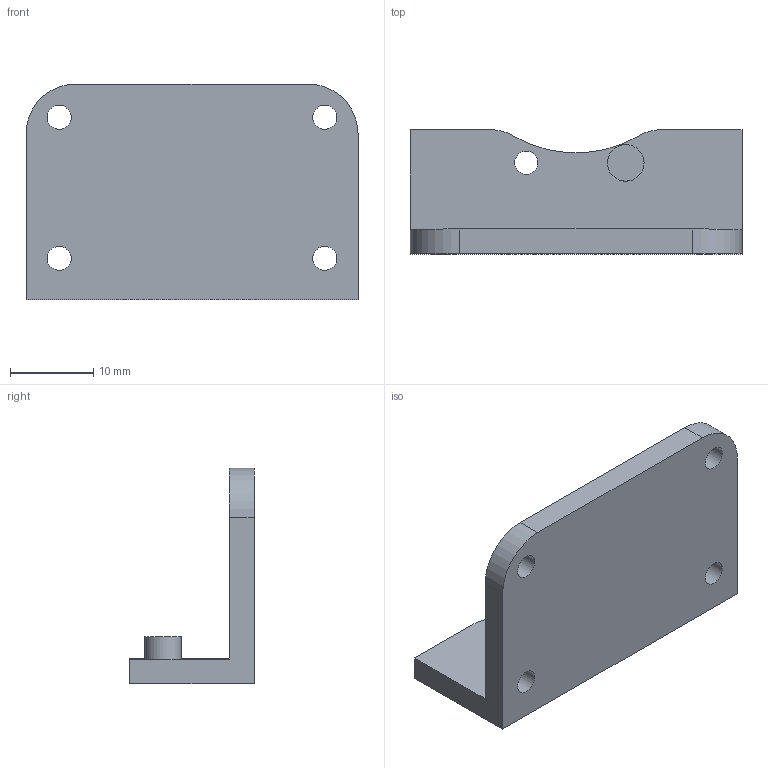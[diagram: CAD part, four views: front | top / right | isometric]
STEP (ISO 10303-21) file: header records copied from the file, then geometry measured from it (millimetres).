
FILE_DESCRIPTION(('FreeCAD Model'),'2;1');
FILE_NAME('drill_gear_p_f_griper_base.step','2015-04-06T21:09:00',('Author'),(''), 'Open CASCADE STEP processor 6.8','FreeCAD','Unknown');
FILE_SCHEMA(('AUTOMOTIVE_DESIGN_CC2 { 1 2 10303 214 -1 1 5 4 }'));
Length unit declared in the file: millimetre
Products named in the file (1): drill_gear_p_f_gripper_base
Bounding box: 40 x 15 x 26 mm (x, y, z)
Volume: 4356.6 mm3; surface area: 3505.6 mm2
Topology: 1 solids, 1 shells, 21 faces, 54 edges, 36 vertices
Faces by surface type: cylinder 11, plane 10
Full cylindrical faces by diameter (mm): 2.8 x1, 2.9 x4, 4.4 x1
Entity records: 1426 total; most frequent: CARTESIAN_POINT 286, DIRECTION 217, LINE 118, VECTOR 118, ORIENTED_EDGE 108, PCURVE 108, DEFINITIONAL_REPRESENTATION 108, EDGE_CURVE 54
